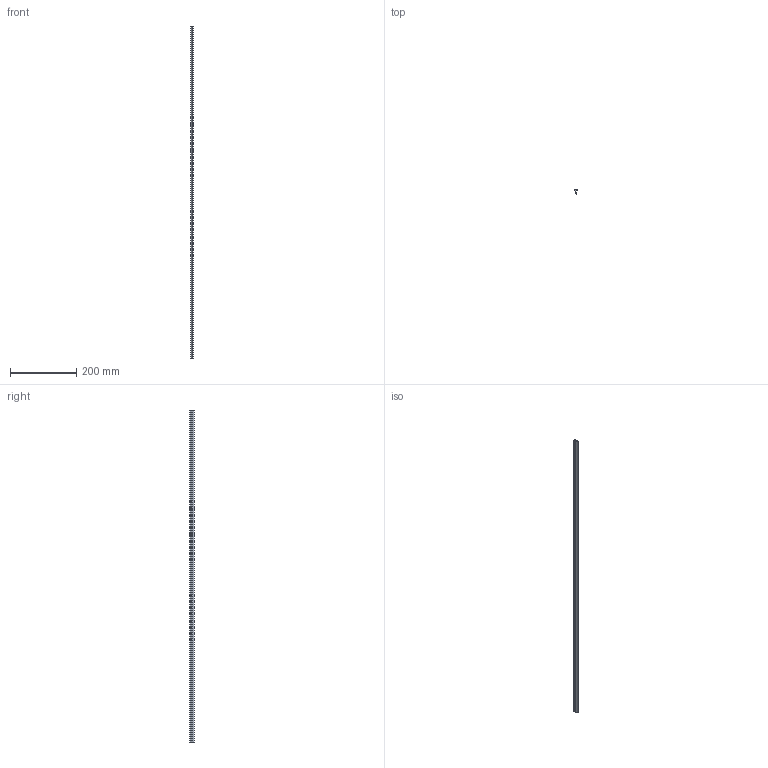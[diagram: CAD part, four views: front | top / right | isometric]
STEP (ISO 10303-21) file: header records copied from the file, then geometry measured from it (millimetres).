
FILE_DESCRIPTION((''),'2;1');
FILE_NAME('12023_PROFIL_VST_POL_6-8_U10','2022-09-16T14:46:12',('PredragRovcanin'),('Audax d.o.o.'),'CREO PARAMETRIC BY PTC INC, 2020281','CREO PARAMETRIC BY PTC INC, 2020281','');
FILE_SCHEMA(('AUTOMOTIVE_DESIGN { 1 0 10303 214 1 1 1 1 }'));
Length unit declared in the file: millimetre
Products named in the file (1): 12023_PROFIL_VST_POL_6-8_U10
Bounding box: 6.96 x 14.55 x 1000 mm (x, y, z)
Volume: 29604.4 mm3; surface area: 42914.6 mm2
Topology: 1 solids, 1 shells, 16 faces, 43 edges, 30 vertices
Faces by surface type: cylinder 9, plane 7
Entity records: 1156 total; most frequent: COLOUR_RGB 321, DIRECTION 97, CARTESIAN_POINT 91, ORIENTED_EDGE 84, PRESENTATION_STYLE_ASSIGNMENT 46, STYLED_ITEM 46, CURVE_STYLE 45, EDGE_CURVE 42
